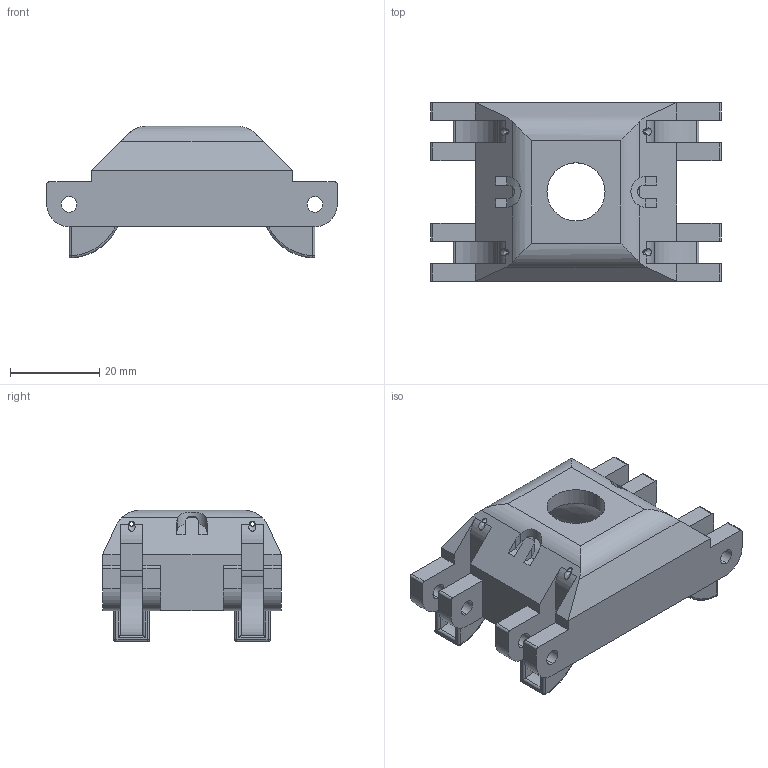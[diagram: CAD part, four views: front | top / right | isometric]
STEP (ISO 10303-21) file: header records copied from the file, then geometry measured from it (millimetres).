
FILE_DESCRIPTION (( 'STEP AP203' ), '1' );
FILE_NAME ('Mid1_6.STEP', '2019-01-08T18:03:54', ( '' ), ( '' ), 'SwSTEP 2.0', 'SolidWorks 2017', '' );
FILE_SCHEMA (( 'CONFIG_CONTROL_DESIGN' ));
Length unit declared in the file: millimetre
Products named in the file (1): Mid1_6
Bounding box: 65 x 40 x 29.49 mm (x, y, z)
Volume: 21999.2 mm3; surface area: 11892.8 mm2
Topology: 1 solids, 1 shells, 213 faces, 582 edges, 359 vertices
Faces by surface type: cylinder 104, plane 74, bspline 16, sphere 11, torus 8
Entity records: 9043 total; most frequent: CARTESIAN_POINT 3767, ORIENTED_EDGE 1148, DIRECTION 1032, EDGE_CURVE 574, AXIS2_PLACEMENT_3D 364, VERTEX_POINT 359, VECTOR 304, LINE 304
